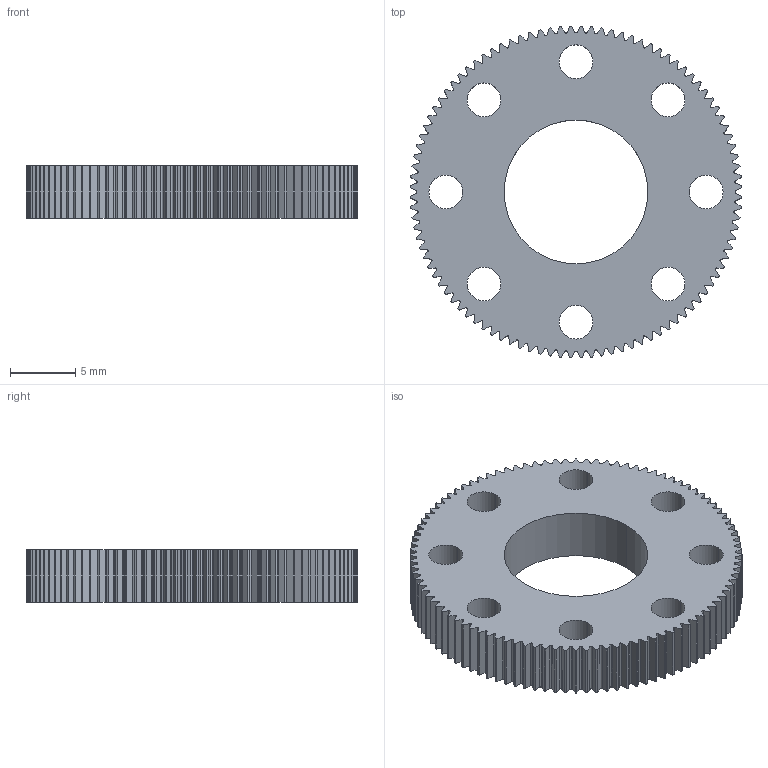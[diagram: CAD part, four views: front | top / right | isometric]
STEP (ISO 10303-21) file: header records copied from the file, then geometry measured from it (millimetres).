
FILE_DESCRIPTION (( 'STEP AP214' ), '1' );
FILE_NAME ('gear-0_25 mode.STEP', '2022-05-24T13:42:11', ( '' ), ( '' ), 'SwSTEP 2.0', 'SolidWorks 2021', '' );
FILE_SCHEMA (( 'AUTOMOTIVE_DESIGN' ));
Length unit declared in the file: millimetre
Products named in the file (1): gear-0_25 mode
Bounding box: 25.49 x 25.49 x 4 mm (x, y, z)
Volume: 1409 mm3; surface area: 1664.7 mm2
Topology: 1 solids, 1 shells, 455 faces, 1359 edges, 906 vertices
Faces by surface type: cylinder 253, plane 202
Entity records: 15549 total; most frequent: DIRECTION 2777, CARTESIAN_POINT 2721, ORIENTED_EDGE 2718, EDGE_CURVE 1359, AXIS2_PLACEMENT_3D 962, VERTEX_POINT 906, LINE 853, VECTOR 853
